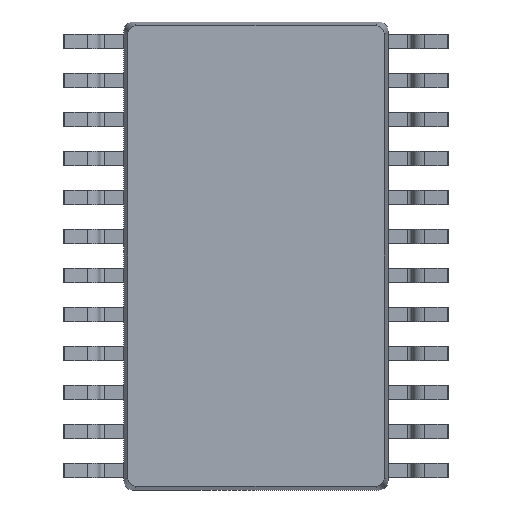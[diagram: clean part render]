
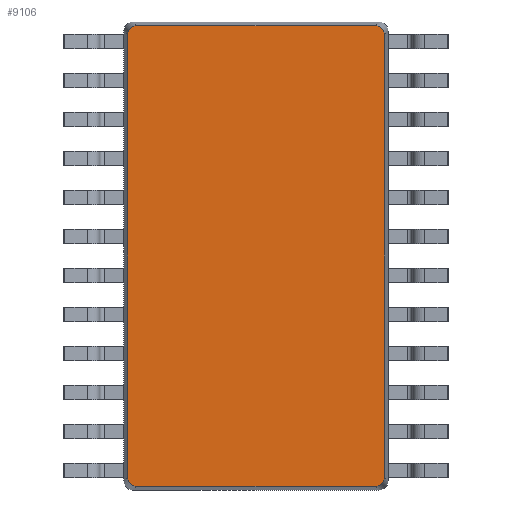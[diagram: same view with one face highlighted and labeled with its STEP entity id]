
A CAD part, front view. The second image highlights one B-rep face of the part: STEP entity #9106.
In plain terms, the highlighted planar face has unit normal (0, -1, 0).
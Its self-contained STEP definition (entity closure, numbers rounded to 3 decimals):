
#209 = CARTESIAN_POINT ( 'NONE',  ( 0., 0.15, 0. ) ) ;
#314 = CARTESIAN_POINT ( 'NONE',  ( -2.075, 0.15, 3.836 ) ) ;
#323 = CARTESIAN_POINT ( 'NONE',  ( 2.136, 0.15, -3.688 ) ) ;
#438 = DIRECTION ( 'NONE',  ( 0., 0., -1. ) ) ;
#527 = CARTESIAN_POINT ( 'NONE',  ( -2.136, 0.15, -3.688 ) ) ;
#680 = DIRECTION ( 'NONE',  ( 0., 0., -1. ) ) ;
#1129 = CARTESIAN_POINT ( 'NONE',  ( -2.136, 0.15, 3.688 ) ) ;
#1163 = ORIENTED_EDGE ( 'NONE', *, *, #8414, .T. ) ;
#1260 = CARTESIAN_POINT ( 'NONE',  ( 1.988, 0.15, 3.836 ) ) ;
#1261 = CARTESIAN_POINT ( 'NONE',  ( 1.988, 0.15, -3.836 ) ) ;
#1315 = FACE_OUTER_BOUND ( 'NONE', #8421, .T. ) ;
#1360 = CARTESIAN_POINT ( 'NONE',  ( 0., 0.15, 3.836 ) ) ;
#1495 = LINE ( 'NONE', #6859, #3363 ) ;
#1565 = CARTESIAN_POINT ( 'NONE',  ( -2.136, 0.15, 0. ) ) ;
#1613 = ORIENTED_EDGE ( 'NONE', *, *, #11219, .T. ) ;
#1949 = VERTEX_POINT ( 'NONE', #527 ) ;
#1965 = DIRECTION ( 'NONE',  ( 0., -1., 0. ) ) ;
#2185 = VECTOR ( 'NONE', #680, 1000. ) ;
#2521 =( BOUNDED_CURVE ( )  B_SPLINE_CURVE ( 3, ( #1261, #5627, #9152, #323 ),
 .UNSPECIFIED., .F., .T. ) 
 B_SPLINE_CURVE_WITH_KNOTS ( ( 4, 4 ),
 ( 2.366, 3.917 ),
 .UNSPECIFIED. ) 
 CURVE ( )  GEOMETRIC_REPRESENTATION_ITEM ( )  RATIONAL_B_SPLINE_CURVE ( ( 1., 0.809, 0.809, 1. ) ) 
 REPRESENTATION_ITEM ( '' )  );
#2617 = CARTESIAN_POINT ( 'NONE',  ( -2.136, 0.15, -3.775 ) ) ;
#2698 = VERTEX_POINT ( 'NONE', #4064 ) ;
#2728 = VECTOR ( 'NONE', #5187, 1000. ) ;
#2897 =( BOUNDED_CURVE ( )  B_SPLINE_CURVE ( 3, ( #9143, #314, #8440, #1129 ),
 .UNSPECIFIED., .F., .T. ) 
 B_SPLINE_CURVE_WITH_KNOTS ( ( 4, 4 ),
 ( 5.507, 7.059 ),
 .UNSPECIFIED. ) 
 CURVE ( )  GEOMETRIC_REPRESENTATION_ITEM ( )  RATIONAL_B_SPLINE_CURVE ( ( 1., 0.809, 0.809, 1. ) ) 
 REPRESENTATION_ITEM ( '' )  );
#3070 = CARTESIAN_POINT ( 'NONE',  ( -1.988, 0.15, -3.836 ) ) ;
#3137 = CARTESIAN_POINT ( 'NONE',  ( 2.075, 0.15, 3.836 ) ) ;
#3286 = LINE ( 'NONE', #1360, #11166 ) ;
#3363 = VECTOR ( 'NONE', #5978, 1000. ) ;
#3502 = CARTESIAN_POINT ( 'NONE',  ( 0., 0.15, -3.836 ) ) ;
#3547 = CARTESIAN_POINT ( 'NONE',  ( -1.988, 0.15, -3.836 ) ) ;
#3649 = VERTEX_POINT ( 'NONE', #4169 ) ;
#3797 = CARTESIAN_POINT ( 'NONE',  ( 2.136, 0.15, -3.688 ) ) ;
#4006 = PLANE ( 'NONE',  #8779 ) ;
#4064 = CARTESIAN_POINT ( 'NONE',  ( -2.136, 0.15, 3.688 ) ) ;
#4136 = ORIENTED_EDGE ( 'NONE', *, *, #9145, .T. ) ;
#4169 = CARTESIAN_POINT ( 'NONE',  ( -1.988, 0.15, 3.836 ) ) ;
#4928 = VERTEX_POINT ( 'NONE', #3797 ) ;
#5187 = DIRECTION ( 'NONE',  ( 1., 0., 0. ) ) ;
#5627 = CARTESIAN_POINT ( 'NONE',  ( 2.075, 0.15, -3.836 ) ) ;
#5841 = VERTEX_POINT ( 'NONE', #9342 ) ;
#5978 = DIRECTION ( 'NONE',  ( 0., 0., 1. ) ) ;
#6107 =( BOUNDED_CURVE ( )  B_SPLINE_CURVE ( 3, ( #10765, #2617, #8926, #3547 ),
 .UNSPECIFIED., .F., .F. ) 
 B_SPLINE_CURVE_WITH_KNOTS ( ( 4, 4 ),
 ( 5.507, 7.059 ),
 .UNSPECIFIED. ) 
 CURVE ( )  GEOMETRIC_REPRESENTATION_ITEM ( )  RATIONAL_B_SPLINE_CURVE ( ( 1., 0.809, 0.809, 1. ) ) 
 REPRESENTATION_ITEM ( '' )  );
#6162 = VERTEX_POINT ( 'NONE', #3070 ) ;
#6859 = CARTESIAN_POINT ( 'NONE',  ( 2.136, 0.15, 0. ) ) ;
#7026 = ORIENTED_EDGE ( 'NONE', *, *, #7335, .T. ) ;
#7159 = EDGE_CURVE ( 'NONE', #5841, #11122, #8103, .T. ) ;
#7227 = VERTEX_POINT ( 'NONE', #10084 ) ;
#7335 = EDGE_CURVE ( 'NONE', #6162, #7227, #7875, .T. ) ;
#7635 = CARTESIAN_POINT ( 'NONE',  ( 1.988, 0.15, 3.836 ) ) ;
#7658 = DIRECTION ( 'NONE',  ( -1., 0., 0. ) ) ;
#7792 = ORIENTED_EDGE ( 'NONE', *, *, #7159, .T. ) ;
#7875 = LINE ( 'NONE', #3502, #2728 ) ;
#8103 =( BOUNDED_CURVE ( )  B_SPLINE_CURVE ( 3, ( #8357, #10247, #3137, #7635 ),
 .UNSPECIFIED., .F., .F. ) 
 B_SPLINE_CURVE_WITH_KNOTS ( ( 4, 4 ),
 ( 2.366, 3.917 ),
 .UNSPECIFIED. ) 
 CURVE ( )  GEOMETRIC_REPRESENTATION_ITEM ( )  RATIONAL_B_SPLINE_CURVE ( ( 1., 0.809, 0.809, 1. ) ) 
 REPRESENTATION_ITEM ( '' )  );
#8357 = CARTESIAN_POINT ( 'NONE',  ( 2.136, 0.15, 3.688 ) ) ;
#8414 = EDGE_CURVE ( 'NONE', #11122, #3649, #3286, .T. ) ;
#8421 = EDGE_LOOP ( 'NONE', ( #9433, #7792, #1163, #1613, #8432, #8568, #7026, #4136 ) ) ;
#8432 = ORIENTED_EDGE ( 'NONE', *, *, #10301, .T. ) ;
#8440 = CARTESIAN_POINT ( 'NONE',  ( -2.136, 0.15, 3.775 ) ) ;
#8568 = ORIENTED_EDGE ( 'NONE', *, *, #11065, .T. ) ;
#8779 = AXIS2_PLACEMENT_3D ( 'NONE', #209, #1965, #438 ) ;
#8926 = CARTESIAN_POINT ( 'NONE',  ( -2.075, 0.15, -3.836 ) ) ;
#9106 = ADVANCED_FACE ( 'NONE', ( #1315 ), #4006, .T. ) ;
#9143 = CARTESIAN_POINT ( 'NONE',  ( -1.988, 0.15, 3.836 ) ) ;
#9145 = EDGE_CURVE ( 'NONE', #7227, #4928, #2521, .T. ) ;
#9152 = CARTESIAN_POINT ( 'NONE',  ( 2.136, 0.15, -3.775 ) ) ;
#9281 = EDGE_CURVE ( 'NONE', #4928, #5841, #1495, .T. ) ;
#9342 = CARTESIAN_POINT ( 'NONE',  ( 2.136, 0.15, 3.688 ) ) ;
#9433 = ORIENTED_EDGE ( 'NONE', *, *, #9281, .T. ) ;
#9554 = LINE ( 'NONE', #1565, #2185 ) ;
#10084 = CARTESIAN_POINT ( 'NONE',  ( 1.988, 0.15, -3.836 ) ) ;
#10247 = CARTESIAN_POINT ( 'NONE',  ( 2.136, 0.15, 3.775 ) ) ;
#10301 = EDGE_CURVE ( 'NONE', #2698, #1949, #9554, .T. ) ;
#10765 = CARTESIAN_POINT ( 'NONE',  ( -2.136, 0.15, -3.688 ) ) ;
#11065 = EDGE_CURVE ( 'NONE', #1949, #6162, #6107, .T. ) ;
#11122 = VERTEX_POINT ( 'NONE', #1260 ) ;
#11166 = VECTOR ( 'NONE', #7658, 1000. ) ;
#11219 = EDGE_CURVE ( 'NONE', #3649, #2698, #2897, .T. ) ;
